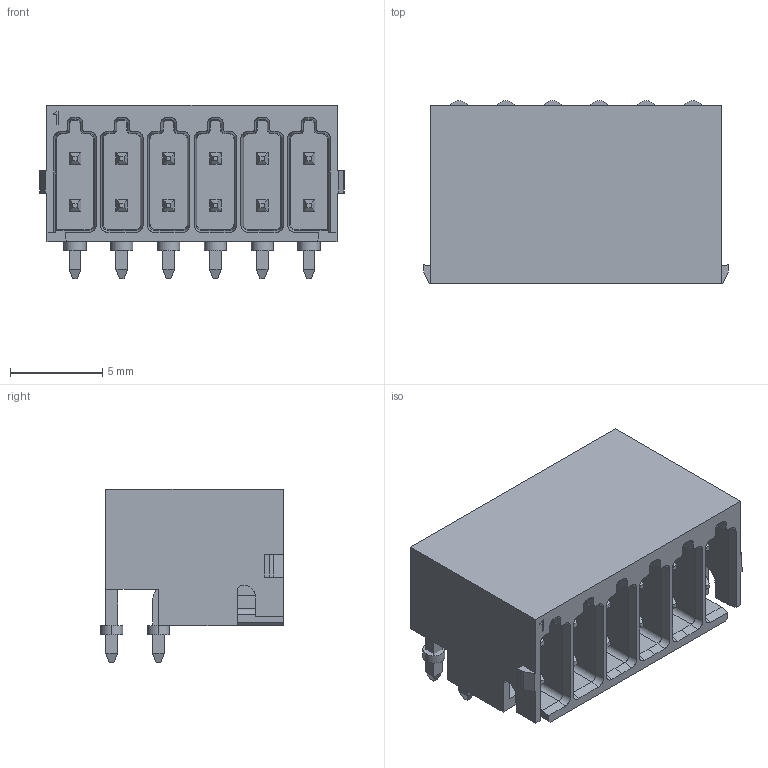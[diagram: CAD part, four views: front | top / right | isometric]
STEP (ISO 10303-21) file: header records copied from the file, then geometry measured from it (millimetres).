
FILE_DESCRIPTION(('Creo Elements/Direct Modeling STEP Export'),'2;1');
FILE_NAME('model.stp','2018-06-11T13:24:05',(''),(''),'Creo Elements/Direct Modeling STEP processor for AP214 (Solid Model)','Creo Elements/Direct Modeling 18.1I 14-Aug-2016 (C) Parametric Technology GmbH','');
FILE_SCHEMA(('AUTOMOTIVE_DESIGN { 1 0 10303 214 1 1 1 1 }'));
Length unit declared in the file: millimetre
Products named in the file (3): Bohrloch_1.1.1; dmc_0.5-5-g-2.54_thr; DMC_0.5_6-G1-2.54_P20THR
Assembly tree (13 placements, depth 2):
  DMC_0.5_6-G1-2.54_P20THR
    Bohrloch_1.1.1  x12
    dmc_0.5-5-g-2.54_thr
Bounding box: 16.54 x 9.92 x 9.39 mm (x, y, z)
Volume: 736 mm3; surface area: 1433.5 mm2
Topology: 13 solids, 13 shells, 726 faces, 1811 edges, 1136 vertices
Faces by surface type: plane 513, bspline 106, cylinder 88, extrusion 19
Entity records: 31368 total; most frequent: CARTESIAN_POINT 10397, ORIENTED_EDGE 3486, DIRECTION 2670, EDGE_CURVE 1743, VECTOR 1406, LINE 1387, VERTEX_POINT 1092, EDGE_LOOP 709
